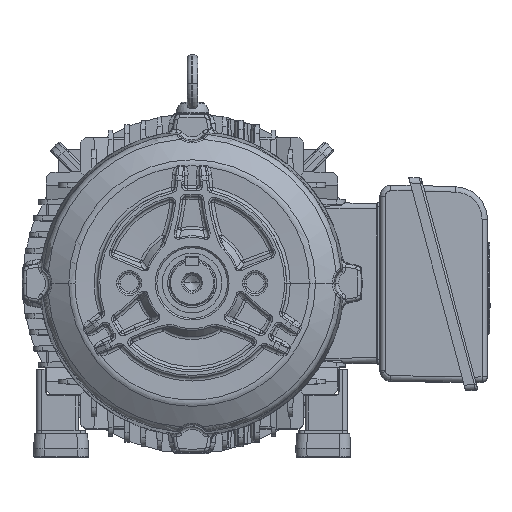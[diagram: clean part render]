
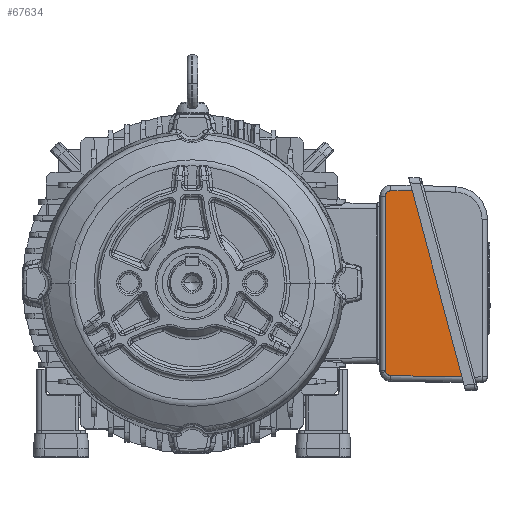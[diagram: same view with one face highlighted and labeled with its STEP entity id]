
A CAD part, top view. The second image highlights one B-rep face of the part: STEP entity #67634.
In plain terms, the highlighted face is planar.
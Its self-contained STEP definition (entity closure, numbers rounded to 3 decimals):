
#992 = CARTESIAN_POINT ( 'NONE',  ( -87.89, 85.193, 12.413 ) ) ;
#5918 = ORIENTED_EDGE ( 'NONE', *, *, #92828, .T. ) ;
#7634 = DIRECTION ( 'NONE',  ( -0.005, -1., 0. ) ) ;
#7896 = CARTESIAN_POINT ( 'NONE',  ( -88.719, -80.15, 7.584 ) ) ;
#8317 = CARTESIAN_POINT ( 'NONE',  ( -87.889, 85.195, 12.497 ) ) ;
#8401 = FACE_OUTER_BOUND ( 'NONE', #90503, .T. ) ;
#12806 = CARTESIAN_POINT ( 'NONE',  ( -87.972, -85.864, 53.406 ) ) ;
#17037 = VERTEX_POINT ( 'NONE', #7896 ) ;
#18001 = CARTESIAN_POINT ( 'NONE',  ( -87.994, 80.196, 7.584 ) ) ;
#23880 = LINE ( 'NONE', #12806, #73835 ) ;
#39026 = EDGE_CURVE ( 'NONE', #107622, #78193, #54270, .T. ) ;
#40208 = PLANE ( 'NONE',  #119133 ) ;
#42001 = CARTESIAN_POINT ( 'NONE',  ( -87.5, 12.221, 55.11 ) ) ;
#44518 = ORIENTED_EDGE ( 'NONE', *, *, #39026, .T. ) ;
#45425 = CARTESIAN_POINT ( 'NONE',  ( -87.889, 85.195, 12.497 ) ) ;
#54270 = LINE ( 'NONE', #992, #54937 ) ;
#54937 = VECTOR ( 'NONE', #96482, 1000. ) ;
#59476 = EDGE_CURVE ( 'NONE', #71173, #126033, #133480, .T. ) ;
#62527 =( BOUNDED_CURVE ( )  B_SPLINE_CURVE ( 3, ( #8317, #94091, #92727, #18001 ),
 .UNSPECIFIED., .F., .F. ) 
 B_SPLINE_CURVE_WITH_KNOTS ( ( 4, 4 ),
 ( 4.468, 6.021 ),
 .UNSPECIFIED. ) 
 CURVE ( )  GEOMETRIC_REPRESENTATION_ITEM ( )  RATIONAL_B_SPLINE_CURVE ( ( 1., 0.809, 0.809, 1. ) ) 
 REPRESENTATION_ITEM ( '' )  );
#63996 = DIRECTION ( 'NONE',  ( 0.017, -0.017, 1. ) ) ;
#67634 = ADVANCED_FACE ( 'NONE', ( #8401 ), #40208, .T. ) ;
#67651 = CARTESIAN_POINT ( 'NONE',  ( -88.697, -85.109, 10.18 ) ) ;
#68177 =( BOUNDED_CURVE ( )  B_SPLINE_CURVE ( 3, ( #88561, #119759, #78870, #109345 ),
 .UNSPECIFIED., .F., .T. ) 
 B_SPLINE_CURVE_WITH_KNOTS ( ( 4, 4 ),
 ( 6.021, 6.283 ),
 .UNSPECIFIED. ) 
 CURVE ( )  GEOMETRIC_REPRESENTATION_ITEM ( )  RATIONAL_B_SPLINE_CURVE ( ( 1., 0.994, 0.994, 1. ) ) 
 REPRESENTATION_ITEM ( '' )  );
#69896 = LINE ( 'NONE', #132884, #134589 ) ;
#71173 = VERTEX_POINT ( 'NONE', #120439 ) ;
#73556 = ORIENTED_EDGE ( 'NONE', *, *, #106292, .T. ) ;
#73835 = VECTOR ( 'NONE', #63996, 1000. ) ;
#74496 = LINE ( 'NONE', #42001, #131677 ) ;
#75628 = ORIENTED_EDGE ( 'NONE', *, *, #106845, .T. ) ;
#78193 = VERTEX_POINT ( 'NONE', #45425 ) ;
#78870 = CARTESIAN_POINT ( 'NONE',  ( -88.722, -81.022, 7.641 ) ) ;
#79097 = ORIENTED_EDGE ( 'NONE', *, *, #114564, .T. ) ;
#82412 = CARTESIAN_POINT ( 'NONE',  ( -87.5, 12.221, 55.11 ) ) ;
#88354 = CARTESIAN_POINT ( 'NONE',  ( -87.5, -86.355, 81.523 ) ) ;
#88561 = CARTESIAN_POINT ( 'NONE',  ( -88.719, -80.15, 7.584 ) ) ;
#89117 = CARTESIAN_POINT ( 'NONE',  ( -88.722, -81.445, 7.755 ) ) ;
#90503 = EDGE_LOOP ( 'NONE', ( #79097, #106923, #5918, #75628, #44518, #73556, #121928 ) ) ;
#92727 = CARTESIAN_POINT ( 'NONE',  ( -87.981, 83.084, 7.584 ) ) ;
#92828 = EDGE_CURVE ( 'NONE', #126033, #131842, #23880, .T. ) ;
#93505 = DIRECTION ( 'NONE',  ( 0.017, 0., 1. ) ) ;
#94064 = EDGE_CURVE ( 'NONE', #131896, #17037, #69896, .T. ) ;
#94091 = CARTESIAN_POINT ( 'NONE',  ( -87.938, 85.144, 9.609 ) ) ;
#95949 = DIRECTION ( 'NONE',  ( 0., 0.966, -0.259 ) ) ;
#96482 = DIRECTION ( 'NONE',  ( -0.017, -0.017, -1. ) ) ;
#101511 = CARTESIAN_POINT ( 'NONE',  ( -88.722, -83.683, 8.354 ) ) ;
#101577 = CARTESIAN_POINT ( 'NONE',  ( -87.5, 85.595, 35.449 ) ) ;
#106292 = EDGE_CURVE ( 'NONE', #78193, #131896, #62527, .T. ) ;
#106845 = EDGE_CURVE ( 'NONE', #131842, #107622, #74496, .T. ) ;
#106923 = ORIENTED_EDGE ( 'NONE', *, *, #59476, .T. ) ;
#107622 = VERTEX_POINT ( 'NONE', #101577 ) ;
#109345 = CARTESIAN_POINT ( 'NONE',  ( -88.722, -81.445, 7.755 ) ) ;
#109895 = CARTESIAN_POINT ( 'NONE',  ( -88.658, -85.15, 12.497 ) ) ;
#114564 = EDGE_CURVE ( 'NONE', #17037, #71173, #68177, .T. ) ;
#119133 = AXIS2_PLACEMENT_3D ( 'NONE', #82412, #124630, #93505 ) ;
#119759 = CARTESIAN_POINT ( 'NONE',  ( -88.721, -80.588, 7.584 ) ) ;
#120439 = CARTESIAN_POINT ( 'NONE',  ( -88.722, -81.445, 7.755 ) ) ;
#121928 = ORIENTED_EDGE ( 'NONE', *, *, #94064, .T. ) ;
#124630 = DIRECTION ( 'NONE',  ( -1., 0.005, 0.017 ) ) ;
#126033 = VERTEX_POINT ( 'NONE', #128713 ) ;
#126147 = CARTESIAN_POINT ( 'NONE',  ( -87.994, 80.196, 7.584 ) ) ;
#128713 = CARTESIAN_POINT ( 'NONE',  ( -88.658, -85.15, 12.497 ) ) ;
#131677 = VECTOR ( 'NONE', #95949, 1000. ) ;
#131842 = VERTEX_POINT ( 'NONE', #88354 ) ;
#131896 = VERTEX_POINT ( 'NONE', #126147 ) ;
#132884 = CARTESIAN_POINT ( 'NONE',  ( -88.301, 12.225, 7.584 ) ) ;
#133480 =( BOUNDED_CURVE ( )  B_SPLINE_CURVE ( 3, ( #89117, #101511, #67651, #109895 ),
 .UNSPECIFIED., .F., .F. ) 
 B_SPLINE_CURVE_WITH_KNOTS ( ( 4, 4 ),
 ( 0., 1.292 ),
 .UNSPECIFIED. ) 
 CURVE ( )  GEOMETRIC_REPRESENTATION_ITEM ( )  RATIONAL_B_SPLINE_CURVE ( ( 1., 0.866, 0.866, 1. ) ) 
 REPRESENTATION_ITEM ( '' )  );
#134589 = VECTOR ( 'NONE', #7634, 1000. ) ;
